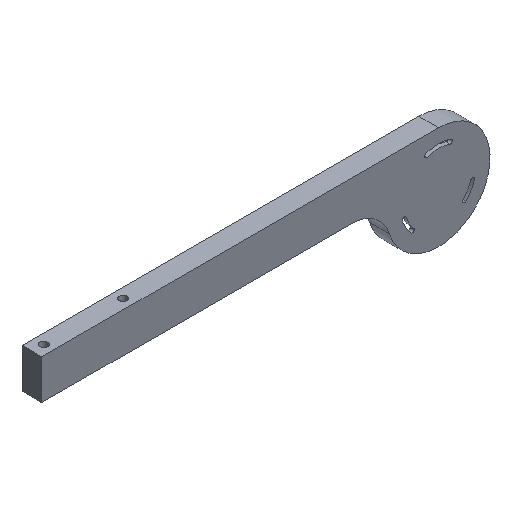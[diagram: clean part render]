
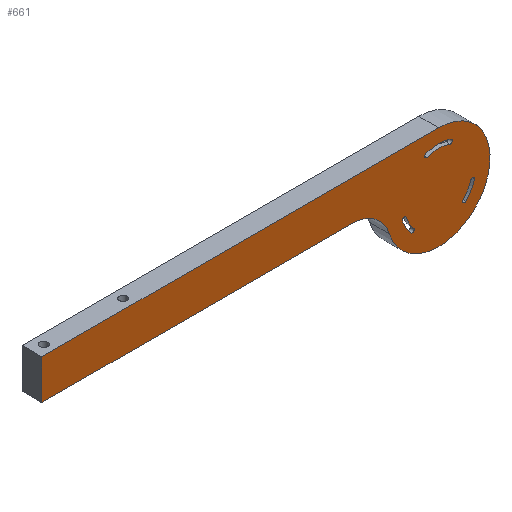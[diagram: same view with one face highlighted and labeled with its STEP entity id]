
A CAD part, isometric view. The second image highlights one B-rep face of the part: STEP entity #661.
In plain terms, the highlighted planar face has unit normal (0, -1, 0).
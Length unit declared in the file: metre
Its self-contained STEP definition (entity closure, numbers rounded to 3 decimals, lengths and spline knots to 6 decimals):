
#15=PLANE('',#746);
#51=LINE('',#1117,#98);
#52=LINE('',#1119,#99);
#53=LINE('',#1121,#100);
#98=VECTOR('',#910,1.);
#99=VECTOR('',#911,1.);
#100=VECTOR('',#912,1.);
#205=ORIENTED_EDGE('',*,*,#351,.F.);
#206=ORIENTED_EDGE('',*,*,#354,.F.);
#207=ORIENTED_EDGE('',*,*,#356,.T.);
#208=ORIENTED_EDGE('',*,*,#361,.F.);
#209=ORIENTED_EDGE('',*,*,#341,.F.);
#210=ORIENTED_EDGE('',*,*,#345,.T.);
#211=ORIENTED_EDGE('',*,*,#348,.T.);
#212=ORIENTED_EDGE('',*,*,#359,.T.);
#213=ORIENTED_EDGE('',*,*,#334,.F.);
#214=ORIENTED_EDGE('',*,*,#337,.F.);
#215=ORIENTED_EDGE('',*,*,#339,.F.);
#216=ORIENTED_EDGE('',*,*,#358,.T.);
#217=ORIENTED_EDGE('',*,*,#309,.T.);
#218=ORIENTED_EDGE('',*,*,#365,.F.);
#219=ORIENTED_EDGE('',*,*,#366,.F.);
#220=ORIENTED_EDGE('',*,*,#367,.F.);
#221=ORIENTED_EDGE('',*,*,#368,.F.);
#309=EDGE_CURVE('',#403,#402,#465,.T.);
#334=EDGE_CURVE('',#426,#427,#481,.T.);
#337=EDGE_CURVE('',#428,#426,#482,.T.);
#339=EDGE_CURVE('',#429,#428,#483,.T.);
#341=EDGE_CURVE('',#430,#431,#484,.T.);
#345=EDGE_CURVE('',#430,#434,#486,.T.);
#348=EDGE_CURVE('',#434,#436,#488,.T.);
#351=EDGE_CURVE('',#438,#439,#490,.T.);
#354=EDGE_CURVE('',#440,#438,#491,.T.);
#356=EDGE_CURVE('',#440,#441,#492,.T.);
#358=EDGE_CURVE('',#429,#427,#493,.T.);
#359=EDGE_CURVE('',#436,#431,#494,.T.);
#361=EDGE_CURVE('',#439,#441,#496,.T.);
#365=EDGE_CURVE('',#444,#402,#51,.T.);
#366=EDGE_CURVE('',#445,#444,#52,.T.);
#367=EDGE_CURVE('',#446,#445,#53,.T.);
#368=EDGE_CURVE('',#403,#446,#498,.T.);
#402=VERTEX_POINT('',#1001);
#403=VERTEX_POINT('',#1003);
#426=VERTEX_POINT('',#1056);
#427=VERTEX_POINT('',#1057);
#428=VERTEX_POINT('',#1062);
#429=VERTEX_POINT('',#1066);
#430=VERTEX_POINT('',#1070);
#431=VERTEX_POINT('',#1071);
#434=VERTEX_POINT('',#1079);
#436=VERTEX_POINT('',#1085);
#438=VERTEX_POINT('',#1091);
#439=VERTEX_POINT('',#1092);
#440=VERTEX_POINT('',#1097);
#441=VERTEX_POINT('',#1101);
#444=VERTEX_POINT('',#1118);
#445=VERTEX_POINT('',#1120);
#446=VERTEX_POINT('',#1122);
#465=CIRCLE('',#696,0.013);
#481=CIRCLE('',#717,0.0005);
#482=CIRCLE('',#719,0.0095);
#483=CIRCLE('',#721,0.0005);
#484=CIRCLE('',#723,0.0095);
#486=CIRCLE('',#726,0.0005);
#488=CIRCLE('',#729,0.0085);
#490=CIRCLE('',#732,0.0095);
#491=CIRCLE('',#734,0.0005);
#492=CIRCLE('',#736,0.0085);
#493=CIRCLE('',#738,0.0085);
#494=CIRCLE('',#740,0.0005);
#496=CIRCLE('',#743,0.0005);
#498=CIRCLE('',#747,0.01);
#531=EDGE_LOOP('',(#205,#206,#207,#208));
#532=EDGE_LOOP('',(#209,#210,#211,#212));
#533=EDGE_LOOP('',(#213,#214,#215,#216));
#534=EDGE_LOOP('',(#217,#218,#219,#220,#221));
#586=FACE_BOUND('',#531,.T.);
#587=FACE_BOUND('',#532,.T.);
#588=FACE_BOUND('',#533,.T.);
#589=FACE_BOUND('',#534,.T.);
#661=ADVANCED_FACE('',(#586,#587,#588,#589),#15,.F.);
#696=AXIS2_PLACEMENT_3D('',#1002,#785,#786);
#717=AXIS2_PLACEMENT_3D('',#1055,#836,#837);
#719=AXIS2_PLACEMENT_3D('',#1061,#842,#843);
#721=AXIS2_PLACEMENT_3D('',#1065,#847,#848);
#723=AXIS2_PLACEMENT_3D('',#1069,#852,#853);
#726=AXIS2_PLACEMENT_3D('',#1078,#860,#861);
#729=AXIS2_PLACEMENT_3D('',#1084,#867,#868);
#732=AXIS2_PLACEMENT_3D('',#1090,#874,#875);
#734=AXIS2_PLACEMENT_3D('',#1096,#880,#881);
#736=AXIS2_PLACEMENT_3D('',#1100,#885,#886);
#738=AXIS2_PLACEMENT_3D('',#1104,#890,#891);
#740=AXIS2_PLACEMENT_3D('',#1106,#894,#895);
#743=AXIS2_PLACEMENT_3D('',#1109,#900,#901);
#746=AXIS2_PLACEMENT_3D('',#1116,#908,#909);
#747=AXIS2_PLACEMENT_3D('',#1123,#913,#914);
#785=DIRECTION('',(0.,-1.,0.));
#786=DIRECTION('',(0.,0.,-1.));
#836=DIRECTION('',(0.,-1.,0.));
#837=DIRECTION('',(0.,0.,-1.));
#842=DIRECTION('',(0.,-1.,0.));
#843=DIRECTION('',(0.,0.,-1.));
#847=DIRECTION('',(0.,-1.,0.));
#848=DIRECTION('',(0.,0.,-1.));
#852=DIRECTION('',(0.,-1.,0.));
#853=DIRECTION('',(0.,0.,-1.));
#860=DIRECTION('',(0.,1.,0.));
#861=DIRECTION('',(0.,0.,-1.));
#867=DIRECTION('',(0.,-1.,0.));
#868=DIRECTION('',(0.,0.,-1.));
#874=DIRECTION('',(0.,-1.,0.));
#875=DIRECTION('',(0.,0.,-1.));
#880=DIRECTION('',(0.,-1.,0.));
#881=DIRECTION('',(0.,0.,-1.));
#885=DIRECTION('',(0.,-1.,0.));
#886=DIRECTION('',(0.,0.,-1.));
#890=DIRECTION('',(0.,-1.,0.));
#891=DIRECTION('',(0.,0.,-1.));
#894=DIRECTION('',(0.,1.,0.));
#895=DIRECTION('',(0.,0.,-1.));
#900=DIRECTION('',(0.,-1.,0.));
#901=DIRECTION('',(0.,0.,-1.));
#908=DIRECTION('',(0.,1.,0.));
#909=DIRECTION('',(1.,0.,0.));
#910=DIRECTION('',(1.,0.,0.));
#911=DIRECTION('',(0.,0.,1.));
#912=DIRECTION('',(-1.,0.,0.));
#913=DIRECTION('',(0.,-1.,0.));
#914=DIRECTION('',(0.,0.,-1.));
#1001=CARTESIAN_POINT('',(0.,0.05,0.013));
#1002=CARTESIAN_POINT('',(0.,0.05,0.));
#1003=CARTESIAN_POINT('',(-0.012383,0.05,-0.003957));
#1055=CARTESIAN_POINT('',(-0.003,0.05,0.008485));
#1056=CARTESIAN_POINT('',(-0.003167,0.05,0.008957));
#1057=CARTESIAN_POINT('',(-0.002833,0.05,0.008014));
#1061=CARTESIAN_POINT('',(0.,0.05,0.));
#1062=CARTESIAN_POINT('',(0.003167,0.05,0.008957));
#1065=CARTESIAN_POINT('',(0.003,0.05,0.008485));
#1066=CARTESIAN_POINT('',(0.002833,0.05,0.008014));
#1069=CARTESIAN_POINT('',(0.,0.05,0.));
#1070=CARTESIAN_POINT('',(-0.009077,0.05,-0.002803));
#1071=CARTESIAN_POINT('',(-0.006966,0.05,-0.00646));
#1078=CARTESIAN_POINT('',(-0.008599,0.05,-0.002655));
#1079=CARTESIAN_POINT('',(-0.008122,0.05,-0.002508));
#1084=CARTESIAN_POINT('',(0.,0.05,0.));
#1085=CARTESIAN_POINT('',(-0.006233,0.05,-0.00578));
#1090=CARTESIAN_POINT('',(0.,0.05,0.));
#1091=CARTESIAN_POINT('',(0.006966,0.05,-0.00646));
#1092=CARTESIAN_POINT('',(0.009077,0.05,-0.002803));
#1096=CARTESIAN_POINT('',(0.006599,0.05,-0.00612));
#1097=CARTESIAN_POINT('',(0.006233,0.05,-0.00578));
#1100=CARTESIAN_POINT('',(0.,0.05,0.));
#1101=CARTESIAN_POINT('',(0.008122,0.05,-0.002508));
#1104=CARTESIAN_POINT('',(0.,0.05,0.));
#1106=CARTESIAN_POINT('',(-0.006599,0.05,-0.00612));
#1109=CARTESIAN_POINT('',(0.008599,0.05,-0.002655));
#1116=CARTESIAN_POINT('',(0.,0.05,0.));
#1117=CARTESIAN_POINT('',(-0.05,0.05,0.013));
#1118=CARTESIAN_POINT('',(-0.1,0.05,0.013));
#1119=CARTESIAN_POINT('',(-0.1,0.05,0.008));
#1120=CARTESIAN_POINT('',(-0.1,0.05,0.003));
#1121=CARTESIAN_POINT('',(-0.056325,0.05,0.003));
#1122=CARTESIAN_POINT('',(-0.021909,0.05,0.003));
#1123=CARTESIAN_POINT('',(-0.021909,0.05,-0.007));
